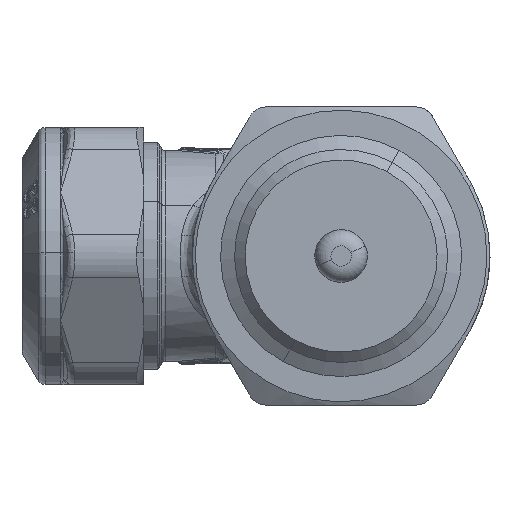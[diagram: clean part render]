
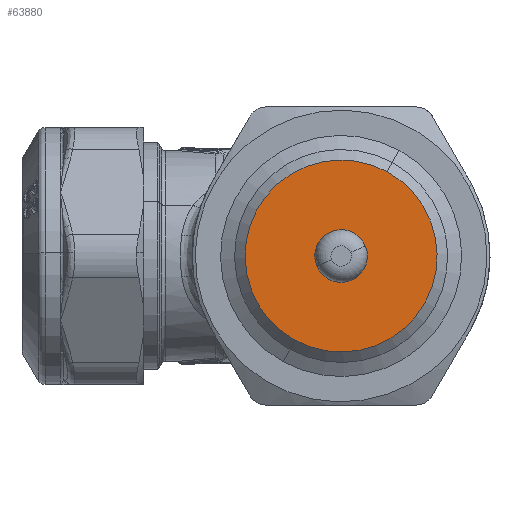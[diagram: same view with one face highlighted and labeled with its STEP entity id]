
A CAD part, left-side view. The second image highlights one B-rep face of the part: STEP entity #63880.
In plain terms, the highlighted planar face has unit normal (-1, 0, 0).
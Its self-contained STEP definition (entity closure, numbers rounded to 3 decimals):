
#63826=CARTESIAN_POINT('Vertex',(-42.5,-5.681,10.399)) ;
#63833=CARTESIAN_POINT('Vertex',(-42.5,5.681,-10.399)) ;
#63836=CARTESIAN_POINT('Axis2P3D Location',(-42.5,0.,0.)) ;
#63848=CARTESIAN_POINT('Axis2P3D Location',(-42.5,0.,10.5)) ;
#63853=CARTESIAN_POINT('Axis2P3D Location',(-42.5,0.,0.)) ;
#63862=CARTESIAN_POINT('Axis2P3D Location',(-42.5,0.,0.)) ;
#63866=CARTESIAN_POINT('Vertex',(-42.5,-3.011,1.223)) ;
#63868=CARTESIAN_POINT('Vertex',(-42.5,3.011,-1.223)) ;
#63871=CARTESIAN_POINT('Axis2P3D Location',(-42.5,0.,0.)) ;
#63837=DIRECTION('Axis2P3D Direction',(1.,-0.,0.)) ;
#63849=DIRECTION('Axis2P3D Direction',(1.,-0.,0.)) ;
#63850=DIRECTION('Axis2P3D XDirection',(0.,1.,0.)) ;
#63854=DIRECTION('Axis2P3D Direction',(1.,-0.,0.)) ;
#63863=DIRECTION('Axis2P3D Direction',(1.,-0.,0.)) ;
#63872=DIRECTION('Axis2P3D Direction',(1.,-0.,0.)) ;
#63838=AXIS2_PLACEMENT_3D('Circle Axis2P3D',#63836,#63837,$) ;
#63851=AXIS2_PLACEMENT_3D('Plane Axis2P3D',#63848,#63849,#63850) ;
#63855=AXIS2_PLACEMENT_3D('Circle Axis2P3D',#63853,#63854,$) ;
#63864=AXIS2_PLACEMENT_3D('Circle Axis2P3D',#63862,#63863,$) ;
#63873=AXIS2_PLACEMENT_3D('Circle Axis2P3D',#63871,#63872,$) ;
#63839=CIRCLE('generated circle',#63838,11.85) ;
#63856=CIRCLE('generated circle',#63855,11.85) ;
#63865=CIRCLE('generated circle',#63864,3.25) ;
#63874=CIRCLE('generated circle',#63873,3.25) ;
#63852=PLANE('',#63851) ;
#63879=FACE_BOUND('',#63876,.T.) ;
#63840=EDGE_CURVE('',#63834,#63827,#63839,.T.) ;
#63857=EDGE_CURVE('',#63827,#63834,#63856,.T.) ;
#63870=EDGE_CURVE('',#63867,#63869,#63865,.T.) ;
#63875=EDGE_CURVE('',#63869,#63867,#63874,.T.) ;
#63859=ORIENTED_EDGE('',*,*,#63857,.F.) ;
#63860=ORIENTED_EDGE('',*,*,#63840,.F.) ;
#63877=ORIENTED_EDGE('',*,*,#63870,.T.) ;
#63878=ORIENTED_EDGE('',*,*,#63875,.T.) ;
#63858=EDGE_LOOP('',(#63859,#63860)) ;
#63876=EDGE_LOOP('',(#63877,#63878)) ;
#63827=VERTEX_POINT('',#63826) ;
#63834=VERTEX_POINT('',#63833) ;
#63867=VERTEX_POINT('',#63866) ;
#63869=VERTEX_POINT('',#63868) ;
#63880=ADVANCED_FACE('PartBody',(#63861,#63879),#63852,.F.) ;
#63861=FACE_OUTER_BOUND('',#63858,.T.) ;
